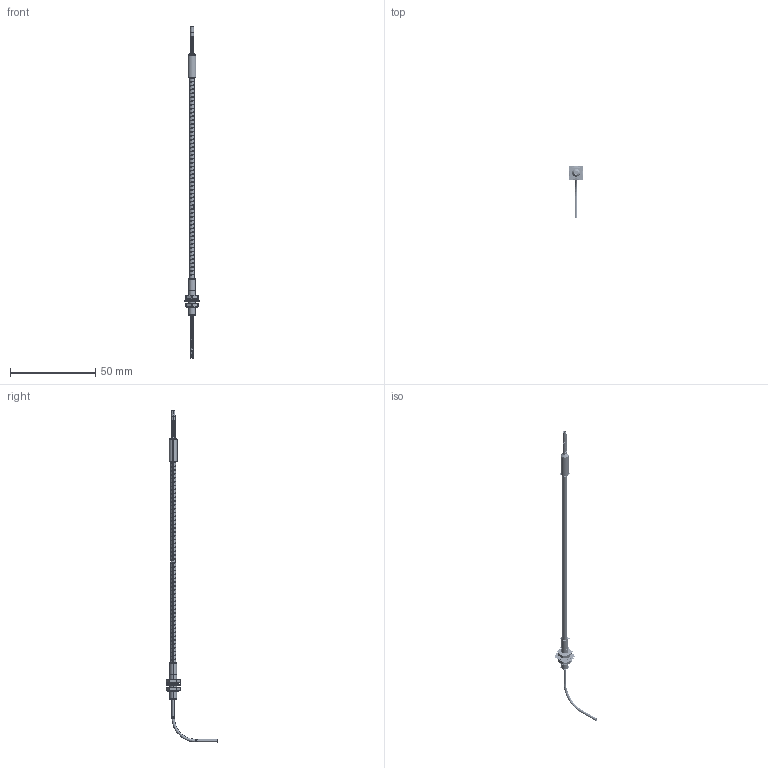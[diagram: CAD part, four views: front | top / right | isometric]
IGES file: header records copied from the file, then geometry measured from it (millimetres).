
Start section:  PTC IGES file: 192789.igs
Global section: file name: 192789.igs; native system: Creo Parametric by Parametric Technology Corporation; preprocessor: 2013230; author: pdmadmin; organization: Unknown; date: 20160209.165041; units: millimetre
Bounding box: 8.32 x 30.39 x 194.25 mm (x, y, z)
Volume: 970.5 mm3; surface area: 28245.2 mm2
Topology: 10 solids, 14 shells, 1198 faces, 5882 edges, 7538 vertices
Faces by surface type: revolution 964, bspline 234
